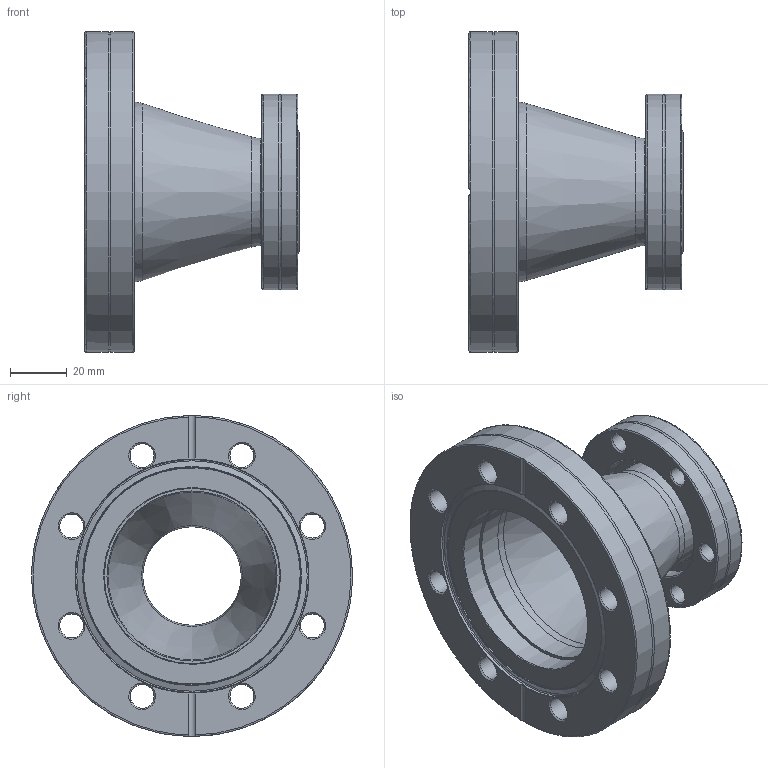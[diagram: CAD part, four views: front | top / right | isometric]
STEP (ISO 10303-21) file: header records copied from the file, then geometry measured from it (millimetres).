
FILE_DESCRIPTION (( 'STEP AP214' ), '1' );
FILE_NAME ('RC1CF6340R FULLVAC.STEP', '2020-04-27T08:29:14', ( '' ), ( '' ), 'SwSTEP 2.0', 'SolidWorks 2017', '' );
FILE_SCHEMA (( 'AUTOMOTIVE_DESIGN' ));
Length unit declared in the file: millimetre
Products named in the file (5): 3^RC1CF6340R FULLVAC; 2^RC1CF6340R FULLVAC; 4^RC1CF6340R FULLVAC; RC1CF6340R FULLVAC; 1^RC1CF6340R FULLVAC
Assembly tree (4 placements, depth 2):
  RC1CF6340R FULLVAC
    1^RC1CF6340R FULLVAC
    2^RC1CF6340R FULLVAC
    3^RC1CF6340R FULLVAC
    4^RC1CF6340R FULLVAC
Bounding box: 75.74 x 113.5 x 113.5 mm (x, y, z)
Volume: 155848.5 mm3; surface area: 59684.5 mm2
Topology: 4 solids, 4 shells, 118 faces, 335 edges, 219 vertices
Faces by surface type: cone 37, cylinder 34, bspline 33, plane 14
Full cylindrical faces by diameter (mm): 6.73 x6, 8.43 x8, 34.8 x1, 36.6 x1, 38.1 x1, 38.61 x1, 45.21 x1, 48.21 x1, 48.31 x1, 60.2 x1, 62 x1, 63.5 x1, 63.75 x1, 69.3 x2, 82.55 x1, 113.5 x2
Entity records: 7494 total; most frequent: CARTESIAN_POINT 3856, DIRECTION 406, ORIENTED_EDGE 356, EDGE_LOOP 240, AXIS2_PLACEMENT_3D 199, EDGE_CURVE 178, FACE_OUTER_BOUND 173, VERTEX_POINT 154
